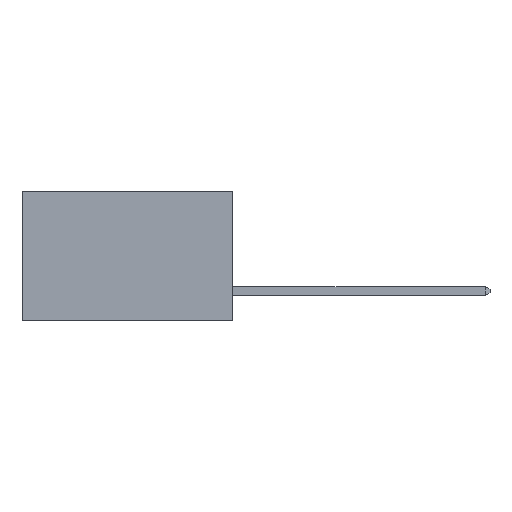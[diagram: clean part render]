
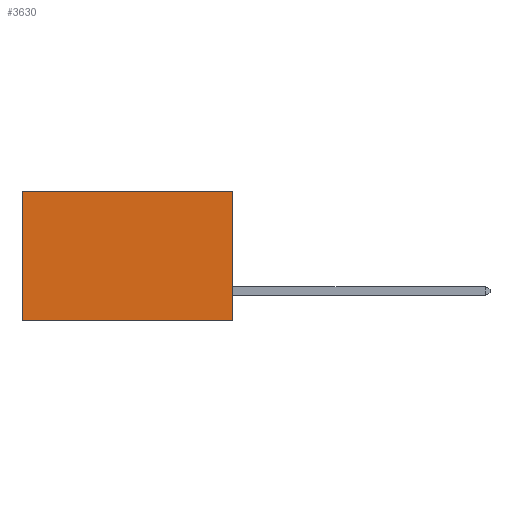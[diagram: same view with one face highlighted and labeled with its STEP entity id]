
A CAD part, left-side view. The second image highlights one B-rep face of the part: STEP entity #3630.
In plain terms, the highlighted planar face has unit normal (-1, 0, 0).
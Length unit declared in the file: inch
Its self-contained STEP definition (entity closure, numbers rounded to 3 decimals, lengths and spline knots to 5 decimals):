
#167 = DIRECTION ( 'NONE',  ( 0., 0., -1. ) ) ;
#178 = DIRECTION ( 'NONE',  ( 0., 1., 0. ) ) ;
#873 = VECTOR ( 'NONE', #4605, 39.37008 ) ;
#972 = EDGE_CURVE ( 'NONE', #4912, #8753, #4528, .T. ) ;
#1237 = VECTOR ( 'NONE', #2451, 39.37008 ) ;
#1239 = ORIENTED_EDGE ( 'NONE', *, *, #10314, .F. ) ;
#1541 = LINE ( 'NONE', #9778, #1237 ) ;
#2198 = ORIENTED_EDGE ( 'NONE', *, *, #10626, .F. ) ;
#2451 = DIRECTION ( 'NONE',  ( 0., 0., -1. ) ) ;
#2460 = AXIS2_PLACEMENT_3D ( 'NONE', #7334, #3483, #5448 ) ;
#3177 = CARTESIAN_POINT ( 'NONE',  ( 0.2875, 0., 0. ) ) ;
#3196 = ORIENTED_EDGE ( 'NONE', *, *, #972, .T. ) ;
#3265 = CARTESIAN_POINT ( 'NONE',  ( 0.2875, 0., -0.37 ) ) ;
#3329 = VERTEX_POINT ( 'NONE', #7381 ) ;
#3483 = DIRECTION ( 'NONE',  ( 1., 0., 0. ) ) ;
#3630 = ADVANCED_FACE ( 'NONE', ( #8505 ), #6098, .F. ) ;
#4032 = EDGE_CURVE ( 'NONE', #8753, #3329, #7207, .T. ) ;
#4528 = LINE ( 'NONE', #5145, #873 ) ;
#4605 = DIRECTION ( 'NONE',  ( 0., 1., 0. ) ) ;
#4679 = VECTOR ( 'NONE', #167, 39.37008 ) ;
#4912 = VERTEX_POINT ( 'NONE', #3177 ) ;
#4925 = CARTESIAN_POINT ( 'NONE',  ( 0.2875, 0.6, 0. ) ) ;
#5144 = LINE ( 'NONE', #7999, #9157 ) ;
#5145 = CARTESIAN_POINT ( 'NONE',  ( 0.2875, 0., 0. ) ) ;
#5250 = VERTEX_POINT ( 'NONE', #3265 ) ;
#5448 = DIRECTION ( 'NONE',  ( 0., 0., -1. ) ) ;
#6098 = PLANE ( 'NONE',  #2460 ) ;
#6967 = EDGE_LOOP ( 'NONE', ( #9981, #1239, #2198, #3196 ) ) ;
#7207 = LINE ( 'NONE', #8945, #4679 ) ;
#7334 = CARTESIAN_POINT ( 'NONE',  ( 0.2875, 0., 0. ) ) ;
#7381 = CARTESIAN_POINT ( 'NONE',  ( 0.2875, 0.6, -0.37 ) ) ;
#7999 = CARTESIAN_POINT ( 'NONE',  ( 0.2875, 0., -0.37 ) ) ;
#8505 = FACE_OUTER_BOUND ( 'NONE', #6967, .T. ) ;
#8753 = VERTEX_POINT ( 'NONE', #4925 ) ;
#8945 = CARTESIAN_POINT ( 'NONE',  ( 0.2875, 0.6, 0. ) ) ;
#9157 = VECTOR ( 'NONE', #178, 39.37008 ) ;
#9778 = CARTESIAN_POINT ( 'NONE',  ( 0.2875, 0., 0. ) ) ;
#9981 = ORIENTED_EDGE ( 'NONE', *, *, #4032, .T. ) ;
#10314 = EDGE_CURVE ( 'NONE', #5250, #3329, #5144, .T. ) ;
#10626 = EDGE_CURVE ( 'NONE', #4912, #5250, #1541, .T. ) ;
